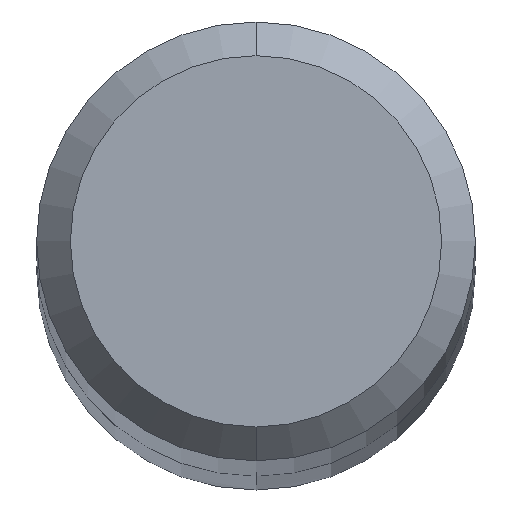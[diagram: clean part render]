
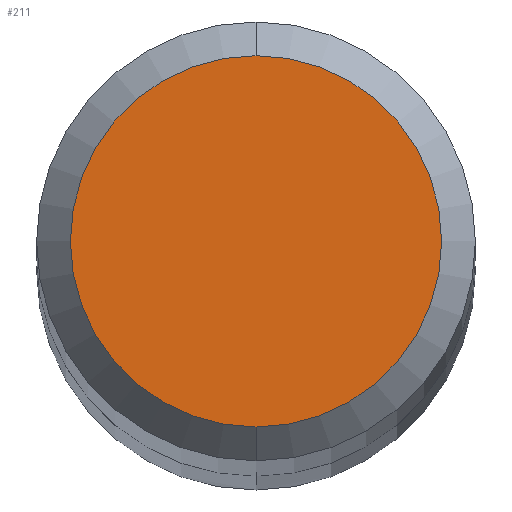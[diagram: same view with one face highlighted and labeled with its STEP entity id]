
A CAD part, top view. The second image highlights one B-rep face of the part: STEP entity #211.
In plain terms, the highlighted planar face has unit normal (0, 0, 1).
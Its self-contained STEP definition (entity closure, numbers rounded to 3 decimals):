
#185=VERTEX_POINT('',#457);
#211=ADVANCED_FACE('',(#487),#488,.T.);
#287=VERTEX_POINT('',#573);
#315=EDGE_CURVE('',#287,#185,#602,.T.);
#403=EDGE_CURVE('',#185,#287,#699,.T.);
#457=CARTESIAN_POINT('',(0.0,1.1,50.0));
#487=FACE_OUTER_BOUND('',#802,.T.);
#488=PLANE('',#803);
#573=CARTESIAN_POINT('',(0.,-1.1,50.0));
#602=CIRCLE('',#1113,1.1);
#699=CIRCLE('',#1357,1.1);
#802=EDGE_LOOP('',(#1434,#1435));
#803=AXIS2_PLACEMENT_3D('',#1436,#1437,#1438);
#1113=AXIS2_PLACEMENT_3D('',#1567,#1568,#1569);
#1357=AXIS2_PLACEMENT_3D('',#1666,#1667,#1668);
#1434=ORIENTED_EDGE('',*,*,#403,.F.);
#1435=ORIENTED_EDGE('',*,*,#315,.F.);
#1436=CARTESIAN_POINT('',(0.0,0.55,50.0));
#1437=DIRECTION('',(0.0,0.0,1.0));
#1438=DIRECTION('',(0.0,-1.0,0.0));
#1567=CARTESIAN_POINT('',(0.0,0.0,50.0));
#1568=DIRECTION('',(0.0,0.0,-1.0));
#1569=DIRECTION('',(0.0,1.0,0.0));
#1666=CARTESIAN_POINT('',(0.0,0.0,50.0));
#1667=DIRECTION('',(0.0,0.0,-1.0));
#1668=DIRECTION('',(0.0,1.0,0.0));
